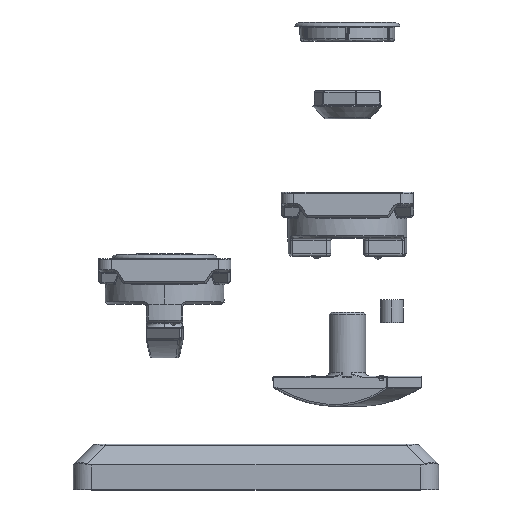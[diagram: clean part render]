
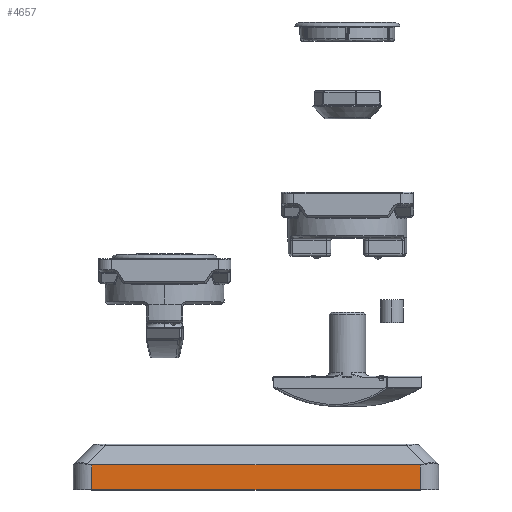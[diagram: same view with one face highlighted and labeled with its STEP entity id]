
A CAD part, top view. The second image highlights one B-rep face of the part: STEP entity #4657.
In plain terms, the highlighted planar face has unit normal (0, 0, 1).
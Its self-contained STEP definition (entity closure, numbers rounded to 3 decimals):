
#1374 = VERTEX_POINT ( 'NONE', #36183 ) ;
#4057 = LINE ( 'NONE', #26719, #6728 ) ;
#4657 = ADVANCED_FACE ( 'NONE', ( #20281 ), #19729, .F. ) ;
#6221 = EDGE_CURVE ( 'NONE', #8260, #31401, #28982, .T. ) ;
#6728 = VECTOR ( 'NONE', #24135, 1000. ) ;
#6838 = VECTOR ( 'NONE', #18762, 1000. ) ;
#8260 = VERTEX_POINT ( 'NONE', #10353 ) ;
#9679 = CARTESIAN_POINT ( 'NONE',  ( -36., 10., 20. ) ) ;
#9847 = DIRECTION ( 'NONE',  ( 1., 0., 0. ) ) ;
#10353 = CARTESIAN_POINT ( 'NONE',  ( -36., 0., 20. ) ) ;
#11310 = CARTESIAN_POINT ( 'NONE',  ( 36., 10., 20. ) ) ;
#11591 = ORIENTED_EDGE ( 'NONE', *, *, #22500, .T. ) ;
#13247 = EDGE_CURVE ( 'NONE', #25316, #1374, #4057, .T. ) ;
#15723 = CARTESIAN_POINT ( 'NONE',  ( 36., 5.417, 20. ) ) ;
#16633 = VECTOR ( 'NONE', #9847, 1000. ) ;
#17657 = CARTESIAN_POINT ( 'NONE',  ( -40., 0., 20. ) ) ;
#18119 = VECTOR ( 'NONE', #22448, 1000. ) ;
#18762 = DIRECTION ( 'NONE',  ( 0., -1., 0. ) ) ;
#19729 = PLANE ( 'NONE',  #25052 ) ;
#19886 = ORIENTED_EDGE ( 'NONE', *, *, #6221, .T. ) ;
#19927 = DIRECTION ( 'NONE',  ( 0., 0., -1. ) ) ;
#20281 = FACE_OUTER_BOUND ( 'NONE', #29857, .T. ) ;
#21530 = LINE ( 'NONE', #9679, #6838 ) ;
#22448 = DIRECTION ( 'NONE',  ( 0., -1., 0. ) ) ;
#22500 = EDGE_CURVE ( 'NONE', #1374, #8260, #21530, .T. ) ;
#22622 = EDGE_CURVE ( 'NONE', #25316, #31401, #36567, .T. ) ;
#24134 = ORIENTED_EDGE ( 'NONE', *, *, #22622, .F. ) ;
#24135 = DIRECTION ( 'NONE',  ( -1., 0., 0. ) ) ;
#25052 = AXIS2_PLACEMENT_3D ( 'NONE', #28283, #19927, #31274 ) ;
#25316 = VERTEX_POINT ( 'NONE', #15723 ) ;
#26719 = CARTESIAN_POINT ( 'NONE',  ( -36., 5.417, 20. ) ) ;
#28283 = CARTESIAN_POINT ( 'NONE',  ( -40., 10., 20. ) ) ;
#28982 = LINE ( 'NONE', #17657, #16633 ) ;
#29857 = EDGE_LOOP ( 'NONE', ( #19886, #24134, #33699, #11591 ) ) ;
#31274 = DIRECTION ( 'NONE',  ( -1., 0., 0. ) ) ;
#31335 = CARTESIAN_POINT ( 'NONE',  ( 36., 0., 20. ) ) ;
#31401 = VERTEX_POINT ( 'NONE', #31335 ) ;
#33699 = ORIENTED_EDGE ( 'NONE', *, *, #13247, .T. ) ;
#36183 = CARTESIAN_POINT ( 'NONE',  ( -36., 5.417, 20. ) ) ;
#36567 = LINE ( 'NONE', #11310, #18119 ) ;
